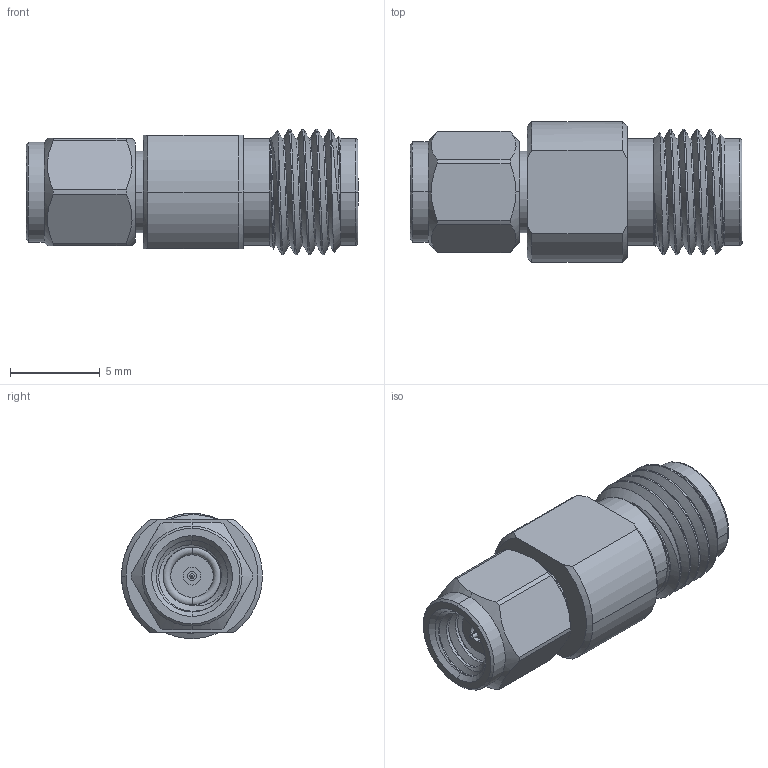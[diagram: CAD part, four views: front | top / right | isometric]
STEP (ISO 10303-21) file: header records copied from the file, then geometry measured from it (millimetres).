
FILE_DESCRIPTION (( 'STEP AP214' ), '1' );
FILE_NAME ('SM3978_3D.step', '2026-01-23T21:22:01', ( '' ), ( '' ), 'SwSTEP 2.0', 'SolidWorks 2025', '' );
FILE_SCHEMA (( 'AUTOMOTIVE_DESIGN' ));
Length unit declared in the file: inch
Products named in the file (1): SM3978_3D
Bounding box: 18.54 x 7.87 x 7 mm (x, y, z)
Volume: 539 mm3; surface area: 735 mm2
Topology: 2 solids, 2 shells, 139 faces, 347 edges, 224 vertices
Faces by surface type: cylinder 53, plane 40, cone 30, bspline 10, torus 6
Entity records: 7231 total; most frequent: CARTESIAN_POINT 4004, ORIENTED_EDGE 694, DIRECTION 648, EDGE_CURVE 347, AXIS2_PLACEMENT_3D 266, VERTEX_POINT 224, EDGE_LOOP 153, ADVANCED_FACE 139
